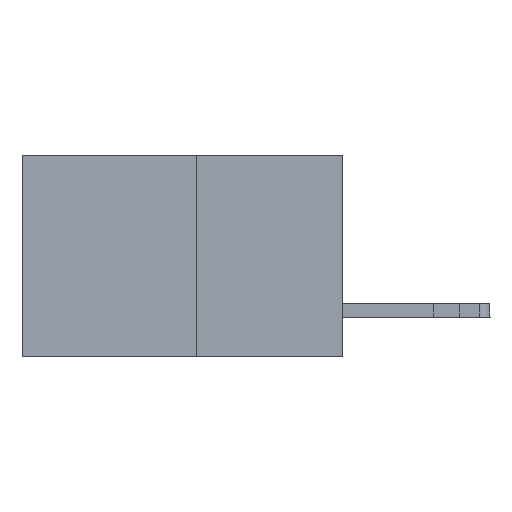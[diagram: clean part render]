
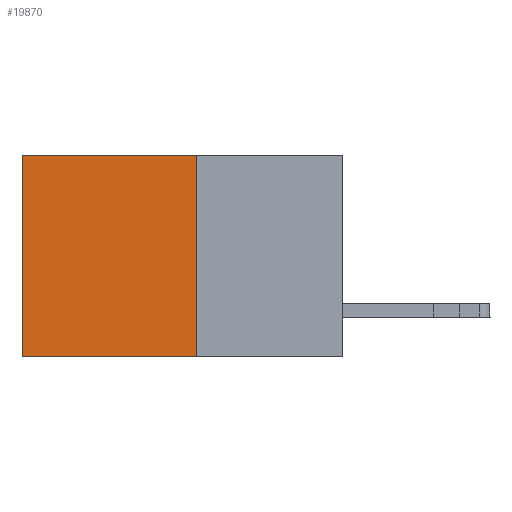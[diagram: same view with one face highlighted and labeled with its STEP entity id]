
A CAD part, left-side view. The second image highlights one B-rep face of the part: STEP entity #19870.
In plain terms, the highlighted planar face has unit normal (-1, 0, 0).
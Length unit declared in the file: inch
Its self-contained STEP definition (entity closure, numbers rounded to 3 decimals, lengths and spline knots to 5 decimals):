
#88 = ORIENTED_EDGE ( 'NONE', *, *, #11314, .T. ) ;
#366 = EDGE_CURVE ( 'NONE', #15617, #24847, #15953, .T. ) ;
#1180 = DIRECTION ( 'NONE',  ( 0., 1., 0. ) ) ;
#3240 = ORIENTED_EDGE ( 'NONE', *, *, #22618, .F. ) ;
#3534 = CARTESIAN_POINT ( 'NONE',  ( 0.277, 0.27, 0. ) ) ;
#4493 = DIRECTION ( 'NONE',  ( 0., 0., -1. ) ) ;
#4859 = CARTESIAN_POINT ( 'NONE',  ( 0.277, 0.59, 0. ) ) ;
#5035 = VERTEX_POINT ( 'NONE', #20143 ) ;
#5871 = CARTESIAN_POINT ( 'NONE',  ( 0.277, 0.27, 0. ) ) ;
#5985 = DIRECTION ( 'NONE',  ( 0., 1., 0. ) ) ;
#6840 = CARTESIAN_POINT ( 'NONE',  ( 0.277, 0.59, -0.37 ) ) ;
#7920 = CARTESIAN_POINT ( 'NONE',  ( 0.277, 0.27, -0.37 ) ) ;
#9360 = LINE ( 'NONE', #3534, #21735 ) ;
#10388 = PLANE ( 'NONE',  #26831 ) ;
#11284 = DIRECTION ( 'NONE',  ( 0., 0., -1. ) ) ;
#11314 = EDGE_CURVE ( 'NONE', #15617, #29479, #9360, .T. ) ;
#12286 = VECTOR ( 'NONE', #4493, 39.37008 ) ;
#12435 = ORIENTED_EDGE ( 'NONE', *, *, #24929, .T. ) ;
#12852 = DIRECTION ( 'NONE',  ( 0., 0., -1. ) ) ;
#15617 = VERTEX_POINT ( 'NONE', #5871 ) ;
#15842 = ORIENTED_EDGE ( 'NONE', *, *, #366, .F. ) ;
#15953 = LINE ( 'NONE', #16188, #28319 ) ;
#16188 = CARTESIAN_POINT ( 'NONE',  ( 0.277, 0.27, -0.37 ) ) ;
#18433 = CARTESIAN_POINT ( 'NONE',  ( 0.277, 0.27, -0.37 ) ) ;
#18900 = LINE ( 'NONE', #6840, #12286 ) ;
#19870 = ADVANCED_FACE ( 'NONE', ( #22765 ), #10388, .F. ) ;
#20143 = CARTESIAN_POINT ( 'NONE',  ( 0.277, 0.59, -0.37 ) ) ;
#20243 = DIRECTION ( 'NONE',  ( 1., 0., 0. ) ) ;
#21735 = VECTOR ( 'NONE', #5985, 39.37008 ) ;
#22618 = EDGE_CURVE ( 'NONE', #24847, #5035, #23725, .T. ) ;
#22765 = FACE_OUTER_BOUND ( 'NONE', #25922, .T. ) ;
#22964 = VECTOR ( 'NONE', #1180, 39.37008 ) ;
#23725 = LINE ( 'NONE', #18433, #22964 ) ;
#24847 = VERTEX_POINT ( 'NONE', #31265 ) ;
#24929 = EDGE_CURVE ( 'NONE', #29479, #5035, #18900, .T. ) ;
#25922 = EDGE_LOOP ( 'NONE', ( #12435, #3240, #15842, #88 ) ) ;
#26831 = AXIS2_PLACEMENT_3D ( 'NONE', #7920, #20243, #12852 ) ;
#28319 = VECTOR ( 'NONE', #11284, 39.37008 ) ;
#29479 = VERTEX_POINT ( 'NONE', #4859 ) ;
#31265 = CARTESIAN_POINT ( 'NONE',  ( 0.277, 0.27, -0.37 ) ) ;
